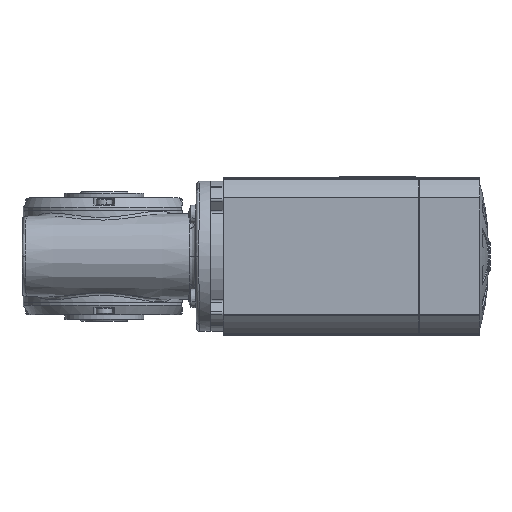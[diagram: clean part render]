
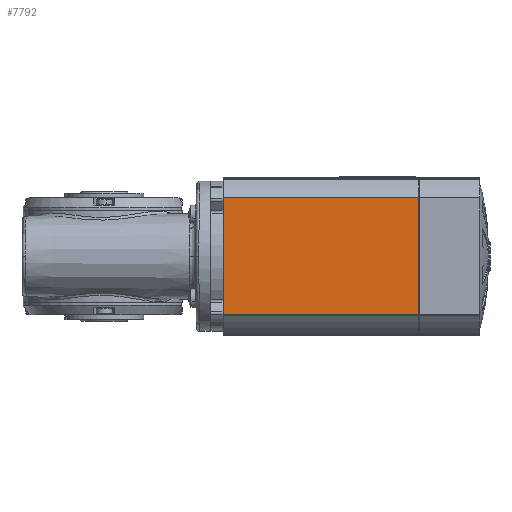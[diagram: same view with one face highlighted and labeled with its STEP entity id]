
A CAD part, front view. The second image highlights one B-rep face of the part: STEP entity #7792.
In plain terms, the highlighted planar face has unit normal (0, -1, 0).
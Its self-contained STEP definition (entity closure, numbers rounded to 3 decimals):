
#7792=ADVANCED_FACE('',(#19714),#19715,.T.);
#8384=VERTEX_POINT('',#20525);
#8556=VERTEX_POINT('',#20763);
#9582=VERTEX_POINT('',#22176);
#12076=EDGE_CURVE('',#8384,#9582,#25583,.T.);
#12290=EDGE_CURVE('',#16460,#8384,#25881,.T.);
#12656=EDGE_CURVE('',#8556,#9582,#26375,.T.);
#14700=EDGE_CURVE('',#8556,#16460,#29139,.T.);
#16460=VERTEX_POINT('',#31507);
#19714=FACE_OUTER_BOUND('',#39678,.T.);
#19715=PLANE('',#39679);
#20525=CARTESIAN_POINT('',(188.005,-53.674,-26.005));
#20763=CARTESIAN_POINT('',(64.505,-53.674,47.995));
#22176=CARTESIAN_POINT('',(188.005,-53.674,47.995));
#25583=LINE('',#55588,#55589);
#25881=LINE('',#56255,#56256);
#26375=LINE('',#57810,#57811);
#29139=LINE('',#64444,#64445);
#31507=CARTESIAN_POINT('',(64.505,-53.674,-26.005));
#39678=EDGE_LOOP('',(#78139,#78140,#78141,#78142));
#39679=AXIS2_PLACEMENT_3D('',#78143,#78144,#78145);
#55588=CARTESIAN_POINT('',(188.005,-53.674,-7.505));
#55589=VECTOR('',#90700,1.0);
#56255=CARTESIAN_POINT('',(64.505,-53.674,-26.005));
#56256=VECTOR('',#91297,1.0);
#57810=CARTESIAN_POINT('',(64.505,-53.674,47.995));
#57811=VECTOR('',#92327,1.0);
#64444=CARTESIAN_POINT('',(64.505,-53.674,47.995));
#64445=VECTOR('',#98111,1.0);
#78139=ORIENTED_EDGE('',*,*,#12076,.T.);
#78140=ORIENTED_EDGE('',*,*,#12656,.F.);
#78141=ORIENTED_EDGE('',*,*,#14700,.T.);
#78142=ORIENTED_EDGE('',*,*,#12290,.T.);
#78143=CARTESIAN_POINT('',(64.505,-53.674,-26.005));
#78144=DIRECTION('',(0.0,-1.0,0.0));
#78145=DIRECTION('',(0.0,0.0,-1.0));
#90700=DIRECTION('',(0.0,0.0,1.0));
#91297=DIRECTION('',(1.0,0.0,0.0));
#92327=DIRECTION('',(1.0,0.0,0.0));
#98111=DIRECTION('',(0.0,0.0,-1.0));
